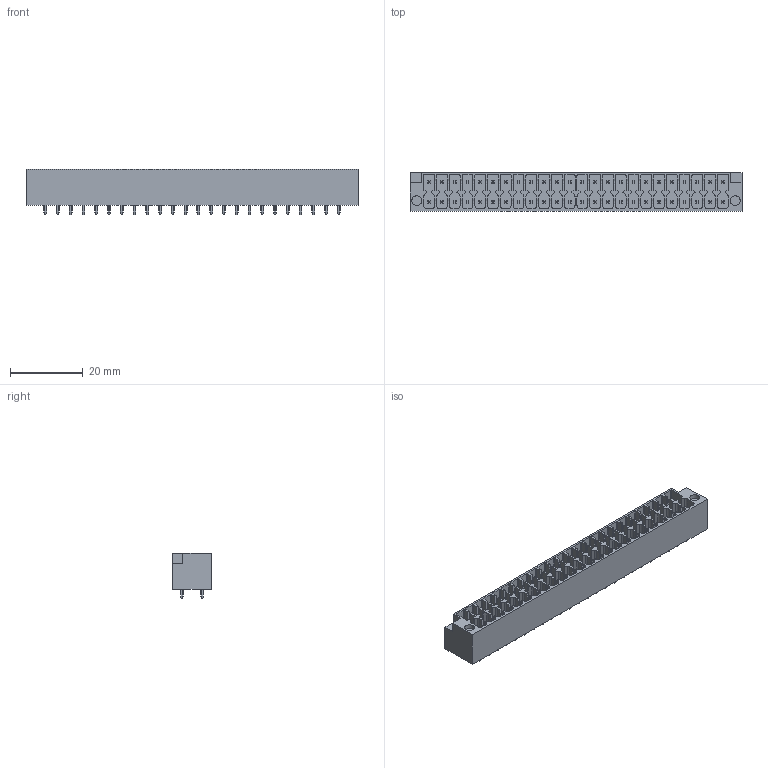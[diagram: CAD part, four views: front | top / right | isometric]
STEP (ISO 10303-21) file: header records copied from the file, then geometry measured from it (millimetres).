
FILE_DESCRIPTION((''),'2;1');
FILE_NAME('TLPHDW-010V','2024-09-18T10:39:49',('tluser'),(''),'CREO PARAMETRIC BY PTC INC, 2018100','CREO PARAMETRIC BY PTC INC, 2018100','');
FILE_SCHEMA(('CONFIG_CONTROL_DESIGN'));
Products named in the file (1): TLPHDW-010V
Bounding box: 91 x 10.6 x 12.6 mm (x, y, z)
Volume: 6256.5 mm3; surface area: 8049.3 mm2
Topology: 1 solids, 1 shells, 2115 faces, 6042 edges, 4028 vertices
Faces by surface type: plane 1351, cylinder 764
Entity records: 69282 total; most frequent: CARTESIAN_POINT 14345, ORIENTED_EDGE 12084, DIRECTION 10648, EDGE_CURVE 6042, VECTOR 4130, LINE 4130, VERTEX_POINT 4028, AXIS2_PLACEMENT_3D 3259
